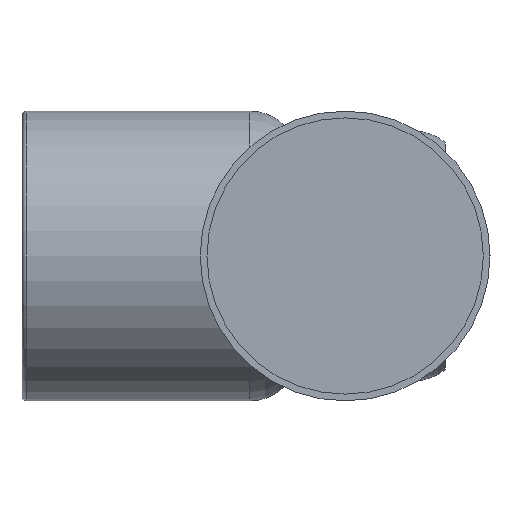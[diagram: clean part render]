
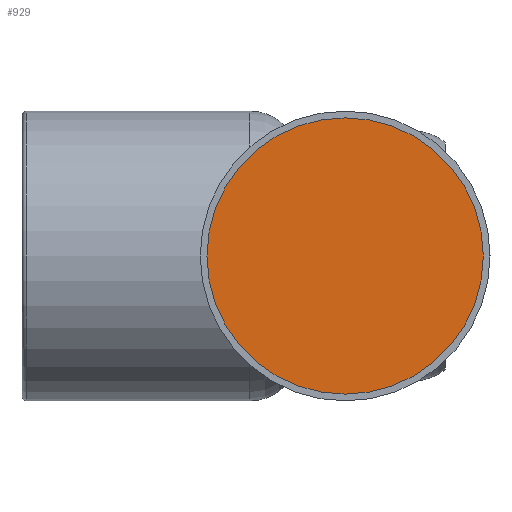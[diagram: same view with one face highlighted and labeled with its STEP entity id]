
A CAD part, left-side view. The second image highlights one B-rep face of the part: STEP entity #929.
In plain terms, the highlighted planar face has unit normal (-1, 0, 0).
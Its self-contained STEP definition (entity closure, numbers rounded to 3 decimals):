
#101 = AXIS2_PLACEMENT_3D ( 'NONE', #1792, #1797, #1798 ) ;
#108 = CIRCLE ( 'NONE', #1216, 31. ) ;
#230 = EDGE_CURVE ( 'NONE', #270, #279, #919, .T. ) ;
#270 = VERTEX_POINT ( 'NONE', #1871 ) ;
#279 = VERTEX_POINT ( 'NONE', #1867 ) ;
#649 = CARTESIAN_POINT ( 'NONE',  ( 14.5, 0., 0. ) ) ;
#650 = DIRECTION ( 'NONE',  ( 1., 0., 0. ) ) ;
#651 = DIRECTION ( 'NONE',  ( 0., 0., -1. ) ) ;
#919 = CIRCLE ( 'NONE', #1244, 31. ) ;
#929 = ADVANCED_FACE ( 'NONE', ( #1634 ), #1794, .F. ) ;
#1216 = AXIS2_PLACEMENT_3D ( 'NONE', #649, #650, #651 ) ;
#1244 = AXIS2_PLACEMENT_3D ( 'NONE', #1428, #1429, #1425 ) ;
#1425 = DIRECTION ( 'NONE',  ( 0., 0., -1. ) ) ;
#1428 = CARTESIAN_POINT ( 'NONE',  ( 14.5, 0., 0. ) ) ;
#1429 = DIRECTION ( 'NONE',  ( 1., 0., 0. ) ) ;
#1585 = EDGE_LOOP ( 'NONE', ( #1611, #1677 ) ) ;
#1611 = ORIENTED_EDGE ( 'NONE', *, *, #230, .F. ) ;
#1634 = FACE_OUTER_BOUND ( 'NONE', #1585, .T. ) ;
#1677 = ORIENTED_EDGE ( 'NONE', *, *, #1711, .F. ) ;
#1711 = EDGE_CURVE ( 'NONE', #279, #270, #108, .T. ) ;
#1792 = CARTESIAN_POINT ( 'NONE',  ( 14.5, 0., -30.5 ) ) ;
#1794 = PLANE ( 'NONE',  #101 ) ;
#1797 = DIRECTION ( 'NONE',  ( 1., 0., 0. ) ) ;
#1798 = DIRECTION ( 'NONE',  ( 0., 0., -1. ) ) ;
#1867 = CARTESIAN_POINT ( 'NONE',  ( 14.5, 0., 31. ) ) ;
#1871 = CARTESIAN_POINT ( 'NONE',  ( 14.5, 0., -31. ) ) ;
